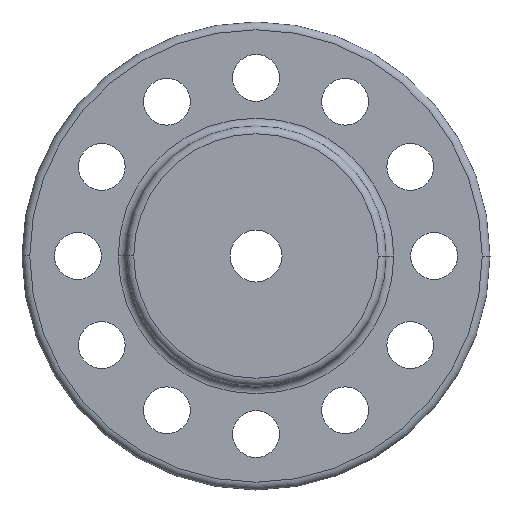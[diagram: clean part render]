
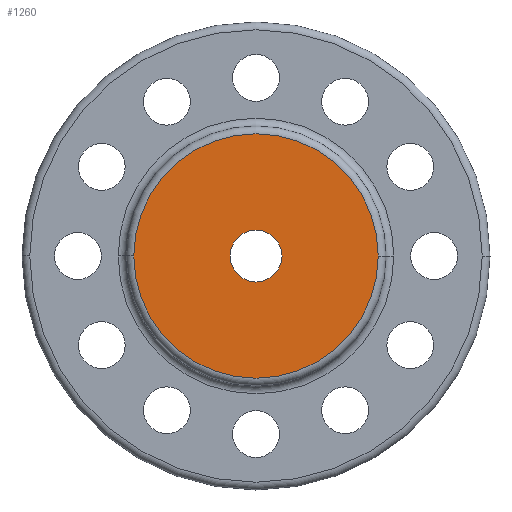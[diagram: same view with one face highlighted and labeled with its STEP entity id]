
A CAD part, left-side view. The second image highlights one B-rep face of the part: STEP entity #1260.
In plain terms, the highlighted planar face has unit normal (-1, 0, 0).
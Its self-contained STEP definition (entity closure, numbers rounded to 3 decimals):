
#42 = VERTEX_POINT ( 'NONE', #415 ) ;
#60 = ORIENTED_EDGE ( 'NONE', *, *, #257, .T. ) ;
#73 = CIRCLE ( 'NONE', #395, 10. ) ;
#84 = VERTEX_POINT ( 'NONE', #644 ) ;
#175 = EDGE_LOOP ( 'NONE', ( #505, #874 ) ) ;
#212 = CARTESIAN_POINT ( 'NONE',  ( -30., 0., 0. ) ) ;
#215 = EDGE_LOOP ( 'NONE', ( #60, #995 ) ) ;
#257 = EDGE_CURVE ( 'NONE', #930, #1098, #416, .T. ) ;
#262 = CARTESIAN_POINT ( 'NONE',  ( -30., 0., 0. ) ) ;
#270 = DIRECTION ( 'NONE',  ( -1., 0., 0. ) ) ;
#306 = CARTESIAN_POINT ( 'NONE',  ( -30., 0., 0. ) ) ;
#367 = FACE_OUTER_BOUND ( 'NONE', #215, .T. ) ;
#395 = AXIS2_PLACEMENT_3D ( 'NONE', #262, #270, #628 ) ;
#415 = CARTESIAN_POINT ( 'NONE',  ( -30., 10., 0. ) ) ;
#416 = CIRCLE ( 'NONE', #996, 47. ) ;
#419 = CIRCLE ( 'NONE', #1253, 10. ) ;
#420 = DIRECTION ( 'NONE',  ( -1., 0., 0. ) ) ;
#502 = FACE_BOUND ( 'NONE', #175, .T. ) ;
#505 = ORIENTED_EDGE ( 'NONE', *, *, #741, .F. ) ;
#580 = AXIS2_PLACEMENT_3D ( 'NONE', #1350, #612, #733 ) ;
#597 = EDGE_CURVE ( 'NONE', #42, #84, #73, .T. ) ;
#612 = DIRECTION ( 'NONE',  ( -1., 0., 0. ) ) ;
#618 = DIRECTION ( 'NONE',  ( 0., -1., 0. ) ) ;
#628 = DIRECTION ( 'NONE',  ( 0., -1., 0. ) ) ;
#644 = CARTESIAN_POINT ( 'NONE',  ( -30., -10., 0. ) ) ;
#663 = DIRECTION ( 'NONE',  ( 0., -1., 0. ) ) ;
#715 = EDGE_CURVE ( 'NONE', #1098, #930, #1528, .T. ) ;
#733 = DIRECTION ( 'NONE',  ( 0., -1., 0. ) ) ;
#741 = EDGE_CURVE ( 'NONE', #84, #42, #419, .T. ) ;
#746 = CARTESIAN_POINT ( 'NONE',  ( -30., -47., 0. ) ) ;
#783 = CARTESIAN_POINT ( 'NONE',  ( -30., 0., 0. ) ) ;
#847 = AXIS2_PLACEMENT_3D ( 'NONE', #306, #1060, #618 ) ;
#874 = ORIENTED_EDGE ( 'NONE', *, *, #597, .F. ) ;
#930 = VERTEX_POINT ( 'NONE', #746 ) ;
#936 = DIRECTION ( 'NONE',  ( 0., -1., 0. ) ) ;
#995 = ORIENTED_EDGE ( 'NONE', *, *, #715, .T. ) ;
#996 = AXIS2_PLACEMENT_3D ( 'NONE', #212, #1556, #936 ) ;
#1019 = CARTESIAN_POINT ( 'NONE',  ( -30., 47., 0. ) ) ;
#1060 = DIRECTION ( 'NONE',  ( -1., 0., 0. ) ) ;
#1098 = VERTEX_POINT ( 'NONE', #1019 ) ;
#1253 = AXIS2_PLACEMENT_3D ( 'NONE', #783, #420, #663 ) ;
#1260 = ADVANCED_FACE ( 'NONE', ( #367, #502 ), #1329, .T. ) ;
#1329 = PLANE ( 'NONE',  #580 ) ;
#1350 = CARTESIAN_POINT ( 'NONE',  ( -30., 0., 0. ) ) ;
#1528 = CIRCLE ( 'NONE', #847, 47. ) ;
#1556 = DIRECTION ( 'NONE',  ( -1., 0., 0. ) ) ;
